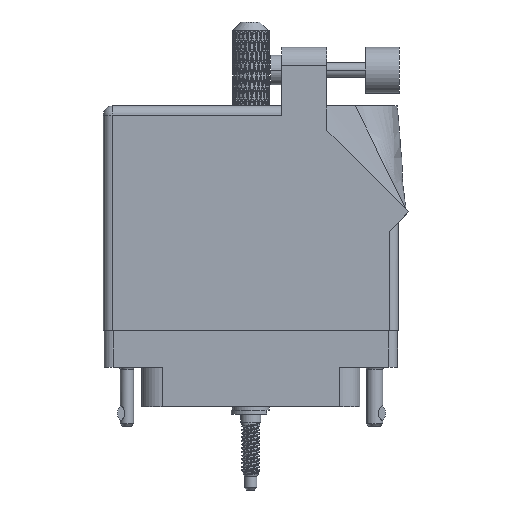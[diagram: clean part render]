
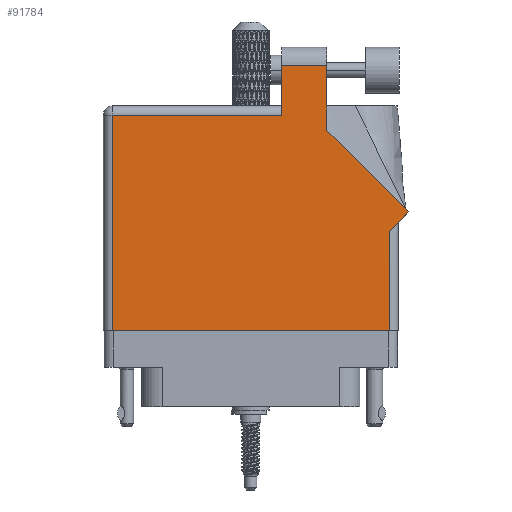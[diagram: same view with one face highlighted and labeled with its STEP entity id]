
A CAD part, front view. The second image highlights one B-rep face of the part: STEP entity #91784.
In plain terms, the highlighted face is planar.
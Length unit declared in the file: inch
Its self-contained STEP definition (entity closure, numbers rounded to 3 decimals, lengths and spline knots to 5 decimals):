
#2067 = CARTESIAN_POINT ( 'NONE',  ( 0.519, 1.705, 0.455 ) ) ;
#3491 = LINE ( 'NONE', #80157, #45271 ) ;
#5644 = CARTESIAN_POINT ( 'NONE',  ( -1.005, 1.43, 0.455 ) ) ;
#8438 = LINE ( 'NONE', #51512, #34931 ) ;
#10421 = FACE_OUTER_BOUND ( 'NONE', #39756, .T. ) ;
#11300 = CARTESIAN_POINT ( 'NONE',  ( 0.212, 1.43, 0.455 ) ) ;
#11507 = VERTEX_POINT ( 'NONE', #83884 ) ;
#12580 = ORIENTED_EDGE ( 'NONE', *, *, #43165, .T. ) ;
#15342 = DIRECTION ( 'NONE',  ( 1., 0., 0. ) ) ;
#19004 = LINE ( 'NONE', #94969, #60719 ) ;
#24755 = CARTESIAN_POINT ( 'NONE',  ( 1.005, 0.637, 0.455 ) ) ;
#26498 = EDGE_CURVE ( 'NONE', #54481, #26719, #8438, .T. ) ;
#26719 = VERTEX_POINT ( 'NONE', #43255 ) ;
#30330 = VERTEX_POINT ( 'NONE', #73943 ) ;
#31128 = VECTOR ( 'NONE', #105586, 39.37008 ) ;
#34533 = VECTOR ( 'NONE', #54910, 39.37008 ) ;
#34564 = EDGE_CURVE ( 'NONE', #35142, #54481, #78406, .T. ) ;
#34931 = VECTOR ( 'NONE', #59304, 39.37008 ) ;
#35030 = ORIENTED_EDGE ( 'NONE', *, *, #85565, .T. ) ;
#35142 = VERTEX_POINT ( 'NONE', #83989 ) ;
#36064 = VERTEX_POINT ( 'NONE', #50438 ) ;
#36116 = CARTESIAN_POINT ( 'NONE',  ( -1.005, 1.368, 0.455 ) ) ;
#36351 = LINE ( 'NONE', #86735, #87779 ) ;
#39756 = EDGE_LOOP ( 'NONE', ( #40813, #64028, #35030, #68015, #113478, #80817, #12580, #54913, #105599 ) ) ;
#40813 = ORIENTED_EDGE ( 'NONE', *, *, #89045, .T. ) ;
#40960 = EDGE_CURVE ( 'NONE', #55469, #84136, #36351, .T. ) ;
#41166 = VECTOR ( 'NONE', #52407, 39.37008 ) ;
#43103 = CARTESIAN_POINT ( 'NONE',  ( 0.943, 0.637, 0.455 ) ) ;
#43165 = EDGE_CURVE ( 'NONE', #30330, #35142, #65161, .T. ) ;
#43255 = CARTESIAN_POINT ( 'NONE',  ( 0.519, 1.26442, 0.455 ) ) ;
#45271 = VECTOR ( 'NONE', #71634, 39.37008 ) ;
#46690 = LINE ( 'NONE', #36116, #41166 ) ;
#46894 = CARTESIAN_POINT ( 'NONE',  ( -0.943, 1.368, 0.455 ) ) ;
#49589 = PLANE ( 'NONE',  #107705 ) ;
#50438 = CARTESIAN_POINT ( 'NONE',  ( 0.212, 1.705, 0.455 ) ) ;
#51512 = CARTESIAN_POINT ( 'NONE',  ( 1.07571, 0.70771, 0.455 ) ) ;
#52407 = DIRECTION ( 'NONE',  ( -1., 0., 0. ) ) ;
#54481 = VERTEX_POINT ( 'NONE', #109706 ) ;
#54910 = DIRECTION ( 'NONE',  ( 0., -1., 0. ) ) ;
#54913 = ORIENTED_EDGE ( 'NONE', *, *, #34564, .T. ) ;
#55469 = VERTEX_POINT ( 'NONE', #46894 ) ;
#55497 = CARTESIAN_POINT ( 'NONE',  ( -0.943, -0.1, 0.455 ) ) ;
#57580 = VERTEX_POINT ( 'NONE', #2067 ) ;
#58150 = LINE ( 'NONE', #11300, #34533 ) ;
#58164 = DIRECTION ( 'NONE',  ( -1., 0., 0. ) ) ;
#59304 = DIRECTION ( 'NONE',  ( -0.707, 0.707, 0. ) ) ;
#60719 = VECTOR ( 'NONE', #15342, 39.37008 ) ;
#64028 = ORIENTED_EDGE ( 'NONE', *, *, #64193, .T. ) ;
#64193 = EDGE_CURVE ( 'NONE', #57580, #36064, #73864, .T. ) ;
#65161 = LINE ( 'NONE', #43103, #73490 ) ;
#68015 = ORIENTED_EDGE ( 'NONE', *, *, #90989, .T. ) ;
#68740 = DIRECTION ( 'NONE',  ( 0., 1., 0. ) ) ;
#71634 = DIRECTION ( 'NONE',  ( 0., 1., 0. ) ) ;
#73490 = VECTOR ( 'NONE', #68740, 39.37008 ) ;
#73864 = LINE ( 'NONE', #89618, #98830 ) ;
#73943 = CARTESIAN_POINT ( 'NONE',  ( 0.943, -0.1, 0.455 ) ) ;
#76558 = EDGE_CURVE ( 'NONE', #84136, #30330, #19004, .T. ) ;
#78406 = LINE ( 'NONE', #24755, #31128 ) ;
#80157 = CARTESIAN_POINT ( 'NONE',  ( 0.519, 1.26442, 0.455 ) ) ;
#80817 = ORIENTED_EDGE ( 'NONE', *, *, #76558, .T. ) ;
#83884 = CARTESIAN_POINT ( 'NONE',  ( 0.212, 1.368, 0.455 ) ) ;
#83989 = CARTESIAN_POINT ( 'NONE',  ( 0.943, 0.575, 0.455 ) ) ;
#84136 = VERTEX_POINT ( 'NONE', #55497 ) ;
#85565 = EDGE_CURVE ( 'NONE', #36064, #11507, #58150, .T. ) ;
#86735 = CARTESIAN_POINT ( 'NONE',  ( -0.943, -0.1, 0.455 ) ) ;
#87779 = VECTOR ( 'NONE', #104604, 39.37008 ) ;
#89045 = EDGE_CURVE ( 'NONE', #26719, #57580, #3491, .T. ) ;
#89618 = CARTESIAN_POINT ( 'NONE',  ( 0.212, 1.705, 0.455 ) ) ;
#90989 = EDGE_CURVE ( 'NONE', #11507, #55469, #46690, .T. ) ;
#91784 = ADVANCED_FACE ( 'NONE', ( #10421 ), #49589, .F. ) ;
#93474 = DIRECTION ( 'NONE',  ( 0., 0., -1. ) ) ;
#94969 = CARTESIAN_POINT ( 'NONE',  ( -1.005, -0.1, 0.455 ) ) ;
#98523 = DIRECTION ( 'NONE',  ( -1., 0., 0. ) ) ;
#98830 = VECTOR ( 'NONE', #98523, 39.37008 ) ;
#104604 = DIRECTION ( 'NONE',  ( 0., -1., 0. ) ) ;
#105586 = DIRECTION ( 'NONE',  ( 0.707, 0.707, 0. ) ) ;
#105599 = ORIENTED_EDGE ( 'NONE', *, *, #26498, .T. ) ;
#107705 = AXIS2_PLACEMENT_3D ( 'NONE', #5644, #93474, #58164 ) ;
#109706 = CARTESIAN_POINT ( 'NONE',  ( 1.07571, 0.70771, 0.455 ) ) ;
#113478 = ORIENTED_EDGE ( 'NONE', *, *, #40960, .T. ) ;
